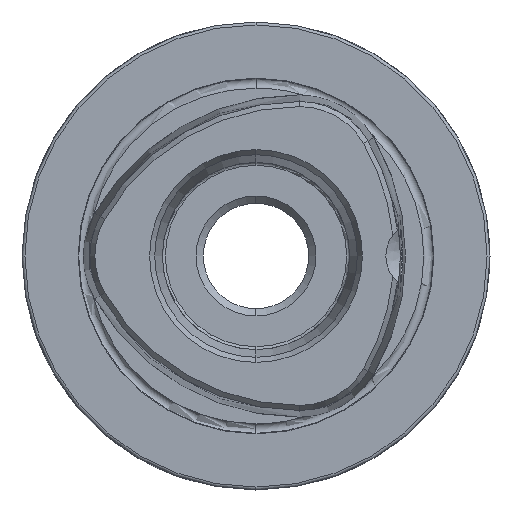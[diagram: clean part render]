
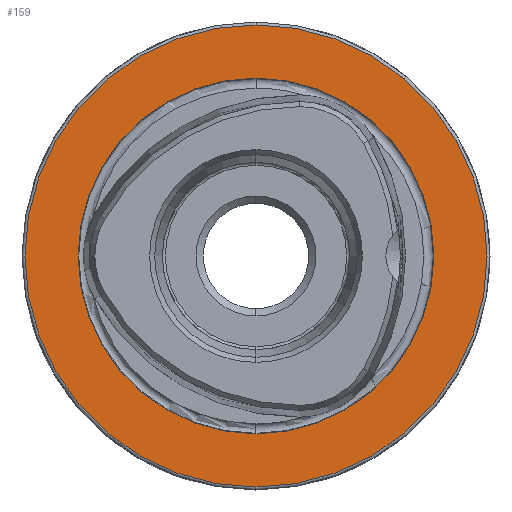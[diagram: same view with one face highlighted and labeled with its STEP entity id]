
A CAD part, left-side view. The second image highlights one B-rep face of the part: STEP entity #159.
In plain terms, the highlighted planar face has unit normal (-1, 0, 0).
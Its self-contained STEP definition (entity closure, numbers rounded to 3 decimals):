
#29 = VERTEX_POINT ( 'NONE', #7001 ) ;
#87 = CIRCLE ( 'NONE', #3044, 30.4 ) ;
#159 = ADVANCED_FACE ( 'NONE', ( #239, #822 ), #6239, .F. ) ;
#239 = FACE_BOUND ( 'NONE', #4401, .T. ) ;
#312 = VERTEX_POINT ( 'NONE', #2626 ) ;
#371 = DIRECTION ( 'NONE',  ( -1., 0., 0. ) ) ;
#375 = CIRCLE ( 'NONE', #3187, 39.5 ) ;
#412 = CARTESIAN_POINT ( 'NONE',  ( 0., 0., 30.4 ) ) ;
#482 = DIRECTION ( 'NONE',  ( 0., 0., 1. ) ) ;
#822 = FACE_OUTER_BOUND ( 'NONE', #4411, .T. ) ;
#913 = CARTESIAN_POINT ( 'NONE',  ( 0., 0., 0. ) ) ;
#2626 = CARTESIAN_POINT ( 'NONE',  ( 0., 0., 39.5 ) ) ;
#2638 = CIRCLE ( 'NONE', #4239, 39.5 ) ;
#3010 = EDGE_CURVE ( 'NONE', #6663, #4446, #3504, .T. ) ;
#3044 = AXIS2_PLACEMENT_3D ( 'NONE', #5990, #5092, #3998 ) ;
#3071 = EDGE_CURVE ( 'NONE', #312, #29, #2638, .T. ) ;
#3187 = AXIS2_PLACEMENT_3D ( 'NONE', #913, #371, #482 ) ;
#3244 = AXIS2_PLACEMENT_3D ( 'NONE', #6204, #6063, #6359 ) ;
#3359 = ORIENTED_EDGE ( 'NONE', *, *, #6028, .F. ) ;
#3367 = ORIENTED_EDGE ( 'NONE', *, *, #3071, .T. ) ;
#3504 = CIRCLE ( 'NONE', #4316, 30.4 ) ;
#3998 = DIRECTION ( 'NONE',  ( 0., 0., 1. ) ) ;
#4008 = DIRECTION ( 'NONE',  ( 0., 0., 1. ) ) ;
#4012 = DIRECTION ( 'NONE',  ( -1., 0., 0. ) ) ;
#4019 = CARTESIAN_POINT ( 'NONE',  ( 0., 0., 0. ) ) ;
#4025 = ORIENTED_EDGE ( 'NONE', *, *, #3010, .F. ) ;
#4239 = AXIS2_PLACEMENT_3D ( 'NONE', #4019, #4012, #4008 ) ;
#4316 = AXIS2_PLACEMENT_3D ( 'NONE', #4543, #4527, #4516 ) ;
#4401 = EDGE_LOOP ( 'NONE', ( #3359, #4025 ) ) ;
#4411 = EDGE_LOOP ( 'NONE', ( #3367, #6640 ) ) ;
#4446 = VERTEX_POINT ( 'NONE', #412 ) ;
#4516 = DIRECTION ( 'NONE',  ( 0., 0., 1. ) ) ;
#4527 = DIRECTION ( 'NONE',  ( -1., 0., 0. ) ) ;
#4543 = CARTESIAN_POINT ( 'NONE',  ( 0., 0., 0. ) ) ;
#4916 = CARTESIAN_POINT ( 'NONE',  ( 0., 0., -30.4 ) ) ;
#5092 = DIRECTION ( 'NONE',  ( -1., 0., 0. ) ) ;
#5974 = EDGE_CURVE ( 'NONE', #29, #312, #375, .T. ) ;
#5990 = CARTESIAN_POINT ( 'NONE',  ( 0., 0., 0. ) ) ;
#6028 = EDGE_CURVE ( 'NONE', #4446, #6663, #87, .T. ) ;
#6063 = DIRECTION ( 'NONE',  ( 1., 0., 0. ) ) ;
#6204 = CARTESIAN_POINT ( 'NONE',  ( 0., 30.4, 0. ) ) ;
#6239 = PLANE ( 'NONE',  #3244 ) ;
#6359 = DIRECTION ( 'NONE',  ( 0., 0., -1. ) ) ;
#6640 = ORIENTED_EDGE ( 'NONE', *, *, #5974, .T. ) ;
#6663 = VERTEX_POINT ( 'NONE', #4916 ) ;
#7001 = CARTESIAN_POINT ( 'NONE',  ( 0., 0., -39.5 ) ) ;
